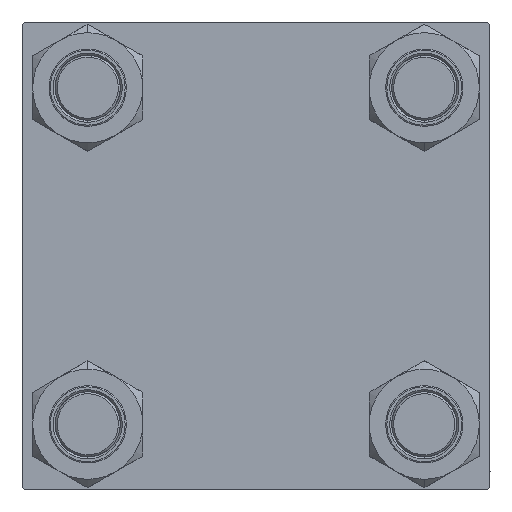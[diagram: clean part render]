
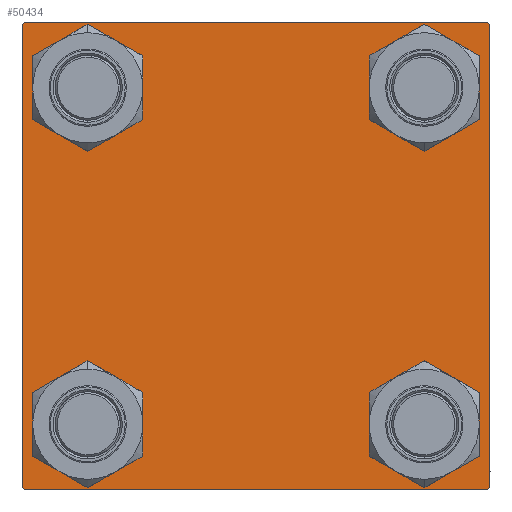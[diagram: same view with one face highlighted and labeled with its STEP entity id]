
A CAD part, left-side view. The second image highlights one B-rep face of the part: STEP entity #50434.
In plain terms, the highlighted planar face has unit normal (-1, 0, 0).
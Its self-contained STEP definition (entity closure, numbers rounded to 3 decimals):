
#264 = CARTESIAN_POINT ( 'NONE',  ( 0., -41.35, -32.85 ) ) ;
#564 = DIRECTION ( 'NONE',  ( 0., 0., 1. ) ) ;
#804 = CARTESIAN_POINT ( 'NONE',  ( 0., 57.5, -57. ) ) ;
#1186 = VERTEX_POINT ( 'NONE', #41395 ) ;
#1573 = DIRECTION ( 'NONE',  ( -1., 0., 0. ) ) ;
#1954 = ORIENTED_EDGE ( 'NONE', *, *, #45757, .T. ) ;
#2567 = CARTESIAN_POINT ( 'NONE',  ( 0., 57.5, 57. ) ) ;
#3180 = CARTESIAN_POINT ( 'NONE',  ( 0., -41.35, 49.85 ) ) ;
#3550 = CIRCLE ( 'NONE', #20775, 8.5 ) ;
#3652 = CARTESIAN_POINT ( 'NONE',  ( 0., 41.35, -41.35 ) ) ;
#4043 = ORIENTED_EDGE ( 'NONE', *, *, #8143, .T. ) ;
#4246 = DIRECTION ( 'NONE',  ( 0., -0.707, -0.707 ) ) ;
#6001 = EDGE_CURVE ( 'NONE', #15197, #34293, #25073, .T. ) ;
#6417 = CARTESIAN_POINT ( 'NONE',  ( 0., -41.35, 41.35 ) ) ;
#6922 = LINE ( 'NONE', #17986, #19419 ) ;
#7184 = VERTEX_POINT ( 'NONE', #43680 ) ;
#7502 = FACE_BOUND ( 'NONE', #10449, .T. ) ;
#7614 = VERTEX_POINT ( 'NONE', #44265 ) ;
#7840 = CARTESIAN_POINT ( 'NONE',  ( 0., 57.25, -57.25 ) ) ;
#8143 = EDGE_CURVE ( 'NONE', #49988, #29419, #30891, .T. ) ;
#9246 = DIRECTION ( 'NONE',  ( 0., 0., -1. ) ) ;
#9266 = LINE ( 'NONE', #48090, #9970 ) ;
#9339 = DIRECTION ( 'NONE',  ( 0., 0., 1. ) ) ;
#9970 = VECTOR ( 'NONE', #17501, 1000. ) ;
#10343 = ORIENTED_EDGE ( 'NONE', *, *, #42961, .F. ) ;
#10449 = EDGE_LOOP ( 'NONE', ( #44295, #38773 ) ) ;
#11015 = DIRECTION ( 'NONE',  ( 0., 0., -1. ) ) ;
#11354 = FACE_BOUND ( 'NONE', #17870, .T. ) ;
#11612 = EDGE_CURVE ( 'NONE', #43389, #49144, #38453, .T. ) ;
#11632 = ORIENTED_EDGE ( 'NONE', *, *, #26760, .T. ) ;
#12098 = PLANE ( 'NONE',  #28310 ) ;
#12340 = CARTESIAN_POINT ( 'NONE',  ( 0., 57., -57.5 ) ) ;
#13072 = CARTESIAN_POINT ( 'NONE',  ( 0., 41.35, 41.35 ) ) ;
#14516 = ORIENTED_EDGE ( 'NONE', *, *, #15081, .T. ) ;
#15081 = EDGE_CURVE ( 'NONE', #1186, #7184, #43298, .T. ) ;
#15197 = VERTEX_POINT ( 'NONE', #43801 ) ;
#15322 = EDGE_CURVE ( 'NONE', #48518, #40879, #40694, .T. ) ;
#15718 = DIRECTION ( 'NONE',  ( 1., 0., 0. ) ) ;
#15761 = ORIENTED_EDGE ( 'NONE', *, *, #25100, .T. ) ;
#15969 = EDGE_CURVE ( 'NONE', #7614, #34415, #34586, .T. ) ;
#16051 = AXIS2_PLACEMENT_3D ( 'NONE', #6417, #22319, #38511 ) ;
#16231 = ORIENTED_EDGE ( 'NONE', *, *, #11612, .T. ) ;
#17035 = VECTOR ( 'NONE', #25532, 1000. ) ;
#17501 = DIRECTION ( 'NONE',  ( 0., -0.707, 0.707 ) ) ;
#17867 = CARTESIAN_POINT ( 'NONE',  ( 0., -57.5, -57. ) ) ;
#17870 = EDGE_LOOP ( 'NONE', ( #1954, #45812 ) ) ;
#17986 = CARTESIAN_POINT ( 'NONE',  ( 0., -57.5, 57.5 ) ) ;
#18496 = VERTEX_POINT ( 'NONE', #804 ) ;
#19143 = LINE ( 'NONE', #37933, #24039 ) ;
#19194 = CIRCLE ( 'NONE', #35604, 8.5 ) ;
#19273 = DIRECTION ( 'NONE',  ( 0., 0., 1. ) ) ;
#19348 = ORIENTED_EDGE ( 'NONE', *, *, #47656, .T. ) ;
#19419 = VECTOR ( 'NONE', #11015, 1000. ) ;
#19707 = DIRECTION ( 'NONE',  ( 1., 0., 0. ) ) ;
#20177 = CARTESIAN_POINT ( 'NONE',  ( 0., -57., -57.5 ) ) ;
#20775 = AXIS2_PLACEMENT_3D ( 'NONE', #23571, #19707, #31809 ) ;
#21176 = VECTOR ( 'NONE', #46671, 1000. ) ;
#22319 = DIRECTION ( 'NONE',  ( 1., 0., 0. ) ) ;
#22552 = ORIENTED_EDGE ( 'NONE', *, *, #15322, .T. ) ;
#22829 = EDGE_CURVE ( 'NONE', #42041, #37734, #36169, .T. ) ;
#23123 = CARTESIAN_POINT ( 'NONE',  ( 0., -41.35, -41.35 ) ) ;
#23242 = LINE ( 'NONE', #7840, #43678 ) ;
#23571 = CARTESIAN_POINT ( 'NONE',  ( 0., 41.35, 41.35 ) ) ;
#24039 = VECTOR ( 'NONE', #30484, 1000. ) ;
#24180 = CARTESIAN_POINT ( 'NONE',  ( 0., 0., 0. ) ) ;
#24956 = CARTESIAN_POINT ( 'NONE',  ( 0., -41.35, 41.35 ) ) ;
#25073 = CIRCLE ( 'NONE', #16051, 8.5 ) ;
#25100 = EDGE_CURVE ( 'NONE', #40879, #41814, #9266, .T. ) ;
#25222 = DIRECTION ( 'NONE',  ( 1., 0., 0. ) ) ;
#25532 = DIRECTION ( 'NONE',  ( 0., -1., 0. ) ) ;
#25966 = EDGE_CURVE ( 'NONE', #34293, #15197, #49413, .T. ) ;
#26101 = CIRCLE ( 'NONE', #28567, 8.5 ) ;
#26544 = VECTOR ( 'NONE', #9246, 1000. ) ;
#26580 = ORIENTED_EDGE ( 'NONE', *, *, #35712, .T. ) ;
#26760 = EDGE_CURVE ( 'NONE', #18496, #48518, #23242, .T. ) ;
#27034 = FACE_BOUND ( 'NONE', #44403, .T. ) ;
#27098 = AXIS2_PLACEMENT_3D ( 'NONE', #23123, #46284, #19273 ) ;
#27615 = DIRECTION ( 'NONE',  ( 1., 0., 0. ) ) ;
#27818 = CARTESIAN_POINT ( 'NONE',  ( 0., -57., 57.5 ) ) ;
#28310 = AXIS2_PLACEMENT_3D ( 'NONE', #24180, #1573, #47825 ) ;
#28567 = AXIS2_PLACEMENT_3D ( 'NONE', #47152, #27615, #9339 ) ;
#29419 = VERTEX_POINT ( 'NONE', #47976 ) ;
#29512 = EDGE_CURVE ( 'NONE', #29419, #49988, #3550, .T. ) ;
#29547 = DIRECTION ( 'NONE',  ( 0., 0., 1. ) ) ;
#29731 = EDGE_CURVE ( 'NONE', #43389, #34415, #19143, .T. ) ;
#30194 = VECTOR ( 'NONE', #50257, 1000. ) ;
#30484 = DIRECTION ( 'NONE',  ( 0., -1., 0. ) ) ;
#30891 = CIRCLE ( 'NONE', #48963, 8.5 ) ;
#31159 = ORIENTED_EDGE ( 'NONE', *, *, #29731, .F. ) ;
#31393 = ORIENTED_EDGE ( 'NONE', *, *, #15969, .T. ) ;
#31809 = DIRECTION ( 'NONE',  ( 0., 0., 1. ) ) ;
#32891 = DIRECTION ( 'NONE',  ( 1., 0., 0. ) ) ;
#34293 = VERTEX_POINT ( 'NONE', #3180 ) ;
#34415 = VERTEX_POINT ( 'NONE', #27818 ) ;
#34586 = LINE ( 'NONE', #50249, #21176 ) ;
#35419 = AXIS2_PLACEMENT_3D ( 'NONE', #24956, #25222, #48348 ) ;
#35604 = AXIS2_PLACEMENT_3D ( 'NONE', #3652, #15718, #564 ) ;
#35712 = EDGE_CURVE ( 'NONE', #7184, #1186, #19194, .T. ) ;
#35818 = CARTESIAN_POINT ( 'NONE',  ( 0., -41.35, -49.85 ) ) ;
#36169 = CIRCLE ( 'NONE', #27098, 8.5 ) ;
#36602 = CARTESIAN_POINT ( 'NONE',  ( 0., 57.5, -57.5 ) ) ;
#37680 = CARTESIAN_POINT ( 'NONE',  ( 0., 41.35, -41.35 ) ) ;
#37734 = VERTEX_POINT ( 'NONE', #264 ) ;
#37933 = CARTESIAN_POINT ( 'NONE',  ( 0., 57.5, 57.5 ) ) ;
#38290 = ORIENTED_EDGE ( 'NONE', *, *, #29512, .T. ) ;
#38453 = LINE ( 'NONE', #46163, #30194 ) ;
#38511 = DIRECTION ( 'NONE',  ( 0., 0., 1. ) ) ;
#38773 = ORIENTED_EDGE ( 'NONE', *, *, #6001, .T. ) ;
#39188 = AXIS2_PLACEMENT_3D ( 'NONE', #37680, #45647, #41772 ) ;
#40694 = LINE ( 'NONE', #36602, #17035 ) ;
#40879 = VERTEX_POINT ( 'NONE', #20177 ) ;
#41395 = CARTESIAN_POINT ( 'NONE',  ( 0., 41.35, -32.85 ) ) ;
#41563 = CARTESIAN_POINT ( 'NONE',  ( 0., 57., 57.5 ) ) ;
#41772 = DIRECTION ( 'NONE',  ( 0., 0., 1. ) ) ;
#41814 = VERTEX_POINT ( 'NONE', #17867 ) ;
#42041 = VERTEX_POINT ( 'NONE', #35818 ) ;
#42955 = FACE_OUTER_BOUND ( 'NONE', #47343, .T. ) ;
#42961 = EDGE_CURVE ( 'NONE', #7614, #41814, #6922, .T. ) ;
#43298 = CIRCLE ( 'NONE', #39188, 8.5 ) ;
#43381 = EDGE_LOOP ( 'NONE', ( #38290, #4043 ) ) ;
#43389 = VERTEX_POINT ( 'NONE', #41563 ) ;
#43395 = CARTESIAN_POINT ( 'NONE',  ( 0., 41.35, 32.85 ) ) ;
#43678 = VECTOR ( 'NONE', #4246, 1000. ) ;
#43680 = CARTESIAN_POINT ( 'NONE',  ( 0., 41.35, -49.85 ) ) ;
#43801 = CARTESIAN_POINT ( 'NONE',  ( 0., -41.35, 32.85 ) ) ;
#44265 = CARTESIAN_POINT ( 'NONE',  ( 0., -57.5, 57. ) ) ;
#44295 = ORIENTED_EDGE ( 'NONE', *, *, #25966, .T. ) ;
#44403 = EDGE_LOOP ( 'NONE', ( #14516, #26580 ) ) ;
#44466 = LINE ( 'NONE', #44727, #26544 ) ;
#44727 = CARTESIAN_POINT ( 'NONE',  ( 0., 57.5, 57.5 ) ) ;
#45647 = DIRECTION ( 'NONE',  ( 1., 0., 0. ) ) ;
#45757 = EDGE_CURVE ( 'NONE', #37734, #42041, #26101, .T. ) ;
#45812 = ORIENTED_EDGE ( 'NONE', *, *, #22829, .T. ) ;
#46163 = CARTESIAN_POINT ( 'NONE',  ( 0., 57.25, 57.25 ) ) ;
#46284 = DIRECTION ( 'NONE',  ( 1., 0., 0. ) ) ;
#46671 = DIRECTION ( 'NONE',  ( 0., 0.707, 0.707 ) ) ;
#47152 = CARTESIAN_POINT ( 'NONE',  ( 0., -41.35, -41.35 ) ) ;
#47343 = EDGE_LOOP ( 'NONE', ( #19348, #11632, #22552, #15761, #10343, #31393, #31159, #16231 ) ) ;
#47656 = EDGE_CURVE ( 'NONE', #49144, #18496, #44466, .T. ) ;
#47825 = DIRECTION ( 'NONE',  ( 0., 0., 1. ) ) ;
#47976 = CARTESIAN_POINT ( 'NONE',  ( 0., 41.35, 49.85 ) ) ;
#48090 = CARTESIAN_POINT ( 'NONE',  ( 0., -57.25, -57.25 ) ) ;
#48348 = DIRECTION ( 'NONE',  ( 0., 0., 1. ) ) ;
#48518 = VERTEX_POINT ( 'NONE', #12340 ) ;
#48963 = AXIS2_PLACEMENT_3D ( 'NONE', #13072, #32891, #29547 ) ;
#49144 = VERTEX_POINT ( 'NONE', #2567 ) ;
#49413 = CIRCLE ( 'NONE', #35419, 8.5 ) ;
#49988 = VERTEX_POINT ( 'NONE', #43395 ) ;
#50249 = CARTESIAN_POINT ( 'NONE',  ( 0., -57.25, 57.25 ) ) ;
#50257 = DIRECTION ( 'NONE',  ( 0., 0.707, -0.707 ) ) ;
#50434 = ADVANCED_FACE ( 'NONE', ( #7502, #11354, #27034, #50675, #42955 ), #12098, .T. ) ;
#50675 = FACE_BOUND ( 'NONE', #43381, .T. ) ;
